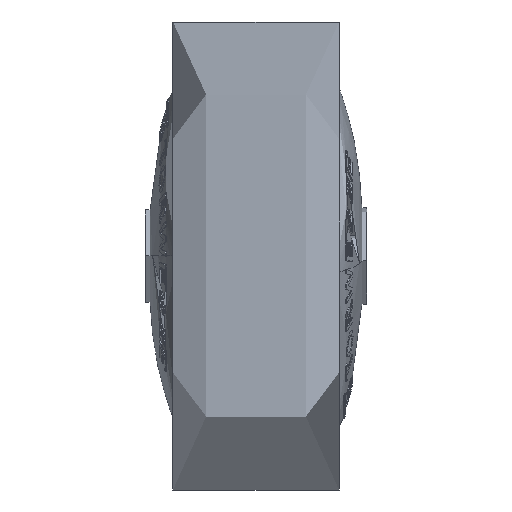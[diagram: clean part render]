
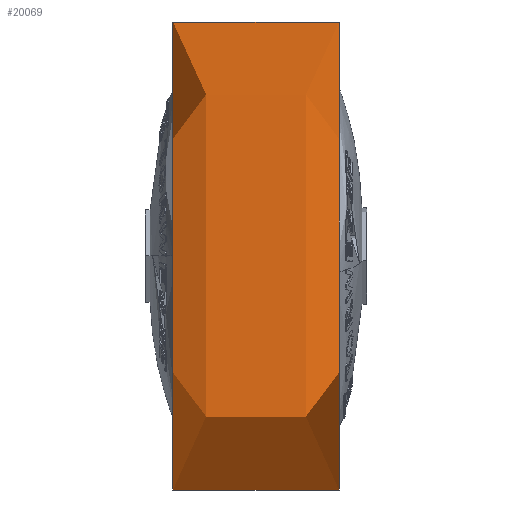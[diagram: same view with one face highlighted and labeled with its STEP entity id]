
A CAD part, top view. The second image highlights one B-rep face of the part: STEP entity #20069.
In plain terms, the highlighted free-form (B-spline) face has degree [3, 3] with [4, 4] control points.
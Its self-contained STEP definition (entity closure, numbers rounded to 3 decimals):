
#143 = CARTESIAN_POINT ( 'NONE',  ( 15., -98.25, 115.5 ) ) ;
#357 =( BOUNDED_SURFACE ( )  B_SPLINE_SURFACE ( 3, 3, ( 
 ( #19593, #21919, #10170, #23848 ),
 ( #12092, #143, #14071, #2140 ),
 ( #16047, #4143, #18033, #6227 ),
 ( #20015, #8293, #22012, #10243 ) ),
 .UNSPECIFIED., .F., .F., .T. ) 
 B_SPLINE_SURFACE_WITH_KNOTS ( ( 4, 4 ),
 ( 4, 4 ),
 ( 0., 1. ),
 ( 0., 1. ),
 .UNSPECIFIED. ) 
 GEOMETRIC_REPRESENTATION_ITEM ( )  RATIONAL_B_SPLINE_SURFACE ( (
 ( 1., 0.333, 0.333, 1.),
 ( 0.333, 0.111, 0.111, 0.333),
 ( 0.333, 0.111, 0.111, 0.333),
 ( 1., 0.333, 0.333, 1.) ) ) 
 REPRESENTATION_ITEM ( '' )  SURFACE ( )  );
#566 = CARTESIAN_POINT ( 'NONE',  ( 15., 17.25, 0. ) ) ;
#2140 = CARTESIAN_POINT ( 'NONE',  ( 15., 17.25, 0. ) ) ;
#2481 = CARTESIAN_POINT ( 'NONE',  ( 15., 1.75, 0. ) ) ;
#2646 = EDGE_CURVE ( 'NONE', #22108, #21925, #4887, .T. ) ;
#3390 = FACE_OUTER_BOUND ( 'NONE', #22549, .T. ) ;
#4143 = CARTESIAN_POINT ( 'NONE',  ( -15., -98.25, 115.5 ) ) ;
#4193 = DIRECTION ( 'NONE',  ( 0., 1., 0. ) ) ;
#4222 = DIRECTION ( 'NONE',  ( -1., 0., 0. ) ) ;
#4281 = CARTESIAN_POINT ( 'NONE',  ( 15., -40.5, 0. ) ) ;
#4887 =( BOUNDED_CURVE ( )  B_SPLINE_CURVE ( 3, ( #9117, #566, #19346, #22442 ),
 .UNSPECIFIED., .F., .F. ) 
 B_SPLINE_CURVE_WITH_KNOTS ( ( 4, 4 ),
 ( 0., 3.142 ),
 .UNSPECIFIED. ) 
 CURVE ( )  GEOMETRIC_REPRESENTATION_ITEM ( )  RATIONAL_B_SPLINE_CURVE ( ( 1., 0.333, 0.333, 1. ) ) 
 REPRESENTATION_ITEM ( '' )  );
#6227 = CARTESIAN_POINT ( 'NONE',  ( -15., 17.25, 0. ) ) ;
#7772 = ORIENTED_EDGE ( 'NONE', *, *, #14882, .F. ) ;
#8293 = CARTESIAN_POINT ( 'NONE',  ( -15., -82.75, 84.5 ) ) ;
#9117 = CARTESIAN_POINT ( 'NONE',  ( 15., 1.75, 0. ) ) ;
#9495 = CARTESIAN_POINT ( 'NONE',  ( 15., -82.75, 0. ) ) ;
#9553 = DIRECTION ( 'NONE',  ( -1., 0., 0. ) ) ;
#10170 = CARTESIAN_POINT ( 'NONE',  ( 15., 1.75, 84.5 ) ) ;
#10243 = CARTESIAN_POINT ( 'NONE',  ( -15., 1.75, 0. ) ) ;
#10620 = EDGE_CURVE ( 'NONE', #25046, #22108, #13547, .T. ) ;
#12092 = CARTESIAN_POINT ( 'NONE',  ( 15., -98.25, 0. ) ) ;
#12196 = ORIENTED_EDGE ( 'NONE', *, *, #10620, .T. ) ;
#13354 = CARTESIAN_POINT ( 'NONE',  ( -15., -82.75, 0. ) ) ;
#13547 = CIRCLE ( 'NONE', #17173, 42.25 ) ;
#13604 = VERTEX_POINT ( 'NONE', #24465 ) ;
#14071 = CARTESIAN_POINT ( 'NONE',  ( 15., 17.25, 115.5 ) ) ;
#14882 = EDGE_CURVE ( 'NONE', #13604, #21925, #17417, .T. ) ;
#16047 = CARTESIAN_POINT ( 'NONE',  ( -15., -98.25, 0. ) ) ;
#17173 = AXIS2_PLACEMENT_3D ( 'NONE', #4281, #4222, #4193 ) ;
#17239 = CARTESIAN_POINT ( 'NONE',  ( 15., -98.25, 0. ) ) ;
#17417 = CIRCLE ( 'NONE', #24652, 42.25 ) ;
#18033 = CARTESIAN_POINT ( 'NONE',  ( -15., 17.25, 115.5 ) ) ;
#18966 =( BOUNDED_CURVE ( )  B_SPLINE_CURVE ( 3, ( #9495, #17239, #25035, #13354 ),
 .UNSPECIFIED., .F., .T. ) 
 B_SPLINE_CURVE_WITH_KNOTS ( ( 4, 4 ),
 ( 0., 3.142 ),
 .UNSPECIFIED. ) 
 CURVE ( )  GEOMETRIC_REPRESENTATION_ITEM ( )  RATIONAL_B_SPLINE_CURVE ( ( 1., 0.333, 0.333, 1. ) ) 
 REPRESENTATION_ITEM ( '' )  );
#19346 = CARTESIAN_POINT ( 'NONE',  ( -15., 17.25, 0. ) ) ;
#19351 = CARTESIAN_POINT ( 'NONE',  ( -15., 1.75, 0. ) ) ;
#19593 = CARTESIAN_POINT ( 'NONE',  ( 15., -82.75, 0. ) ) ;
#20015 = CARTESIAN_POINT ( 'NONE',  ( -15., -82.75, 0. ) ) ;
#20069 = ADVANCED_FACE ( 'NONE', ( #3390 ), #357, .F. ) ;
#21260 = CARTESIAN_POINT ( 'NONE',  ( -15., -40.5, 0. ) ) ;
#21275 = EDGE_CURVE ( 'NONE', #25046, #13604, #18966, .T. ) ;
#21313 = ORIENTED_EDGE ( 'NONE', *, *, #2646, .T. ) ;
#21919 = CARTESIAN_POINT ( 'NONE',  ( 15., -82.75, 84.5 ) ) ;
#21925 = VERTEX_POINT ( 'NONE', #19351 ) ;
#22012 = CARTESIAN_POINT ( 'NONE',  ( -15., 1.75, 84.5 ) ) ;
#22108 = VERTEX_POINT ( 'NONE', #2481 ) ;
#22442 = CARTESIAN_POINT ( 'NONE',  ( -15., 1.75, 0. ) ) ;
#22549 = EDGE_LOOP ( 'NONE', ( #22681, #12196, #21313, #7772 ) ) ;
#22681 = ORIENTED_EDGE ( 'NONE', *, *, #21275, .F. ) ;
#22682 = CARTESIAN_POINT ( 'NONE',  ( 15., -82.75, 0. ) ) ;
#23237 = DIRECTION ( 'NONE',  ( 0., 1., 0. ) ) ;
#23848 = CARTESIAN_POINT ( 'NONE',  ( 15., 1.75, 0. ) ) ;
#24465 = CARTESIAN_POINT ( 'NONE',  ( -15., -82.75, 0. ) ) ;
#24652 = AXIS2_PLACEMENT_3D ( 'NONE', #21260, #9553, #23237 ) ;
#25035 = CARTESIAN_POINT ( 'NONE',  ( -15., -98.25, 0. ) ) ;
#25046 = VERTEX_POINT ( 'NONE', #22682 ) ;
